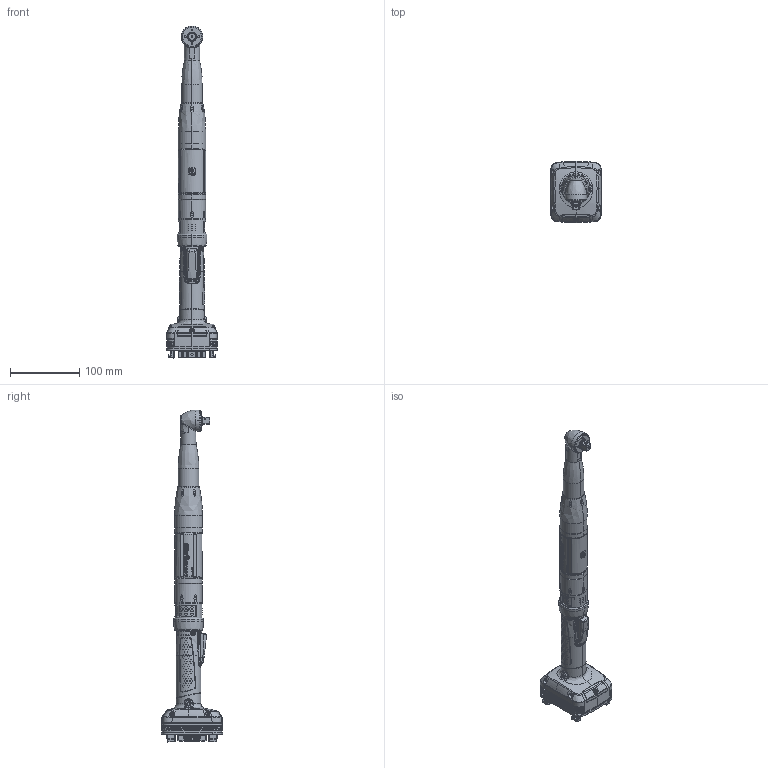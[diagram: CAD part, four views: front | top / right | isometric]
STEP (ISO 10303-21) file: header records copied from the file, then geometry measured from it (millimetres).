
FILE_DESCRIPTION((''),'2;1');
FILE_NAME('EXT_COMP_SW0037','2022-12-27T09:25:05',('INEdipo'),(''),'CREO PARAMETRIC BY PTC INC, 2020281','CREO PARAMETRIC BY PTC INC, 2020281','');
FILE_SCHEMA(('CONFIG_CONTROL_DESIGN'));
Products named in the file (1): EXT_COMP_SW0037
Bounding box: 74.42 x 88.48 x 480 mm (x, y, z)
Volume: 646458 mm3; surface area: 94685.2 mm2
Topology: 1 solids, 4 shells, 4730 faces, 12537 edges, 8104 vertices
Faces by surface type: plane 1423, extrusion 1062, bspline 1052, cylinder 956, cone 113, torus 96, sphere 21, revolution 7
Entity records: 210054 total; most frequent: CARTESIAN_POINT 106106, ORIENTED_EDGE 25036, DIRECTION 14848, EDGE_CURVE 12518, VERTEX_POINT 8104, B_SPLINE_CURVE_WITH_KNOTS 6749, VECTOR 6177, LINE 5115
